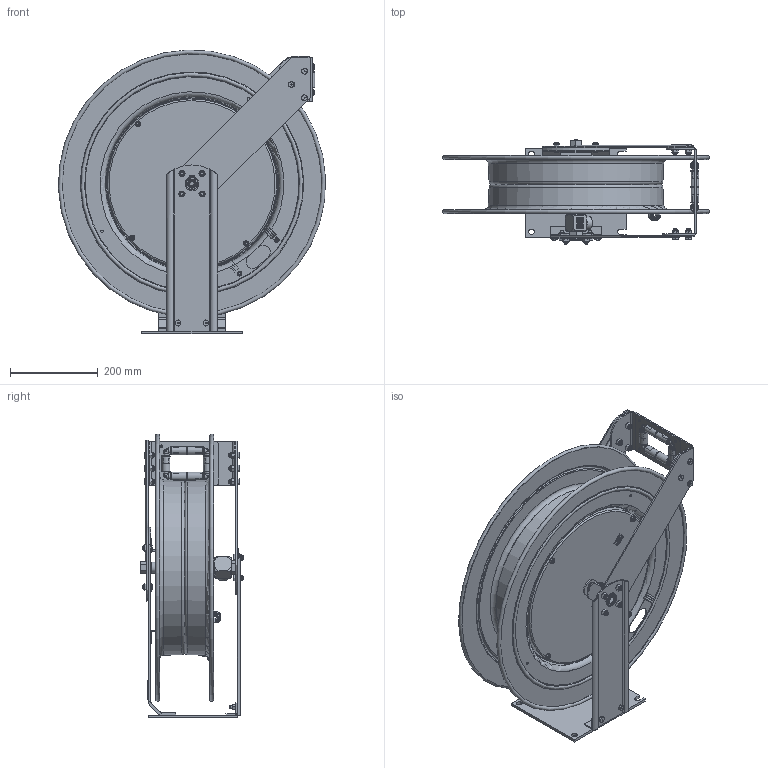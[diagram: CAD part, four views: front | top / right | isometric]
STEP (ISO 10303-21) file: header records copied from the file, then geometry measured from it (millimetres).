
FILE_DESCRIPTION(/* description */ (''),/* implementation_level */ '2;1');
FILE_NAME(/* name */ 'EZ-TSH-4100_SHARED.stp',/* time_stamp */ '2020-01-24T10:01:19-07:00',/* author */ ('NMelton'),/* organization */ (''),/* preprocessor_version */ 'ST-DEVELOPER v17',/* originating_system */ 'Autodesk Inventor 2019',/* authorisation */ '');
FILE_SCHEMA (('AUTOMOTIVE_DESIGN { 1 0 10303 214 3 1 1 }'));
Products named in the file (1): EZ-TSH-4100_SHARED
Bounding box: 609.17 x 237.12 x 647.23 mm (x, y, z)
Surface area: 2111659.3 mm2 (no closed solid volume)
Topology: 0 solids, 225 shells, 2753 faces, 12432 edges, 9460 vertices
Faces by surface type: plane 1350, cylinder 647, bspline 356, cone 231, torus 109, sphere 60
Full cylindrical faces by diameter (mm): 1.981 x2, 2.159 x1, 2.54 x1, 3.048 x1, 4.699 x4, 4.826 x2, 5.588 x5, 6.35 x8, 7.938 x12, 8.636 x4, 9.525 x1, 10.414 x1, 11.43 x12, 12.192 x16, 12.7 x3, 15.875 x1, 19.05 x7, 19.253 x1, 25.324 x1, 25.362 x1, 25.4 x1, 26.314 x1, 27.94 x2, 28.448 x1, 30.15 x1, 39.624 x1, 385.064 x1, 387.35 x1, 390.388 x1
Entity records: 134218 total; most frequent: CARTESIAN_POINT 38570, ORIENTED_EDGE 17477, DIRECTION 17173, EDGE_CURVE 12337, VERTEX_POINT 9460, LINE 6689, VECTOR 6689, AXIS2_PLACEMENT_3D 5242
